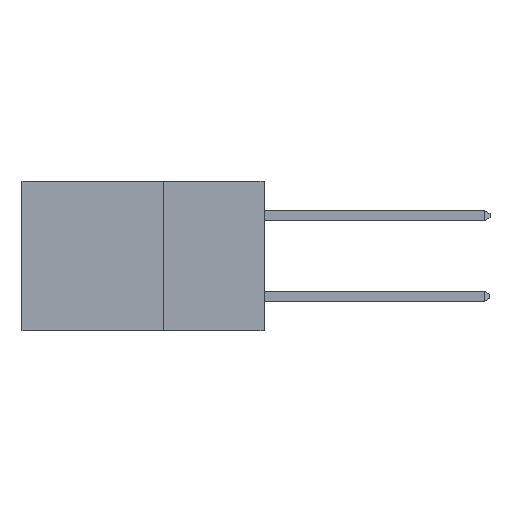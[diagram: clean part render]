
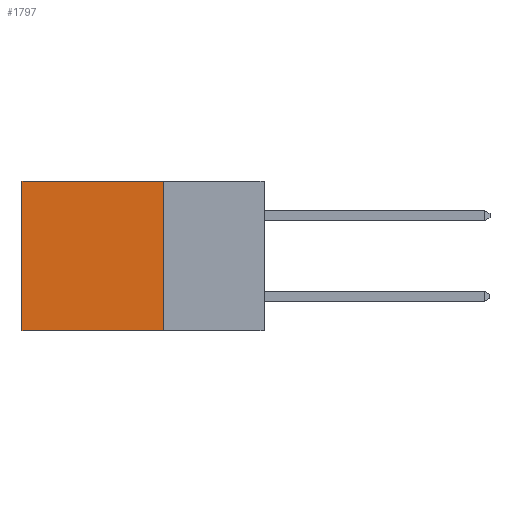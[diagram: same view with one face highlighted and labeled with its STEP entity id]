
A CAD part, left-side view. The second image highlights one B-rep face of the part: STEP entity #1797.
In plain terms, the highlighted planar face has unit normal (-1, 0, 0).
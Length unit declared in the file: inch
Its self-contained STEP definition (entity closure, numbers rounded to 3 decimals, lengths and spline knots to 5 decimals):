
#219 = AXIS2_PLACEMENT_3D ( 'NONE', #8897, #8547, #1422 ) ;
#533 = VECTOR ( 'NONE', #13796, 39.37008 ) ;
#644 = EDGE_LOOP ( 'NONE', ( #8505, #11868, #7930, #10357 ) ) ;
#941 = LINE ( 'NONE', #2561, #3777 ) ;
#1422 = DIRECTION ( 'NONE',  ( 0., 0., -1. ) ) ;
#1512 = EDGE_CURVE ( 'NONE', #3810, #3530, #9535, .T. ) ;
#1797 = ADVANCED_FACE ( 'NONE', ( #11890 ), #8934, .F. ) ;
#2561 = CARTESIAN_POINT ( 'NONE',  ( 0.298, 0.6, 0. ) ) ;
#2601 = DIRECTION ( 'NONE',  ( 0., 0., -1. ) ) ;
#3448 = CARTESIAN_POINT ( 'NONE',  ( 0.298, 0.6, -0.37 ) ) ;
#3530 = VERTEX_POINT ( 'NONE', #11782 ) ;
#3777 = VECTOR ( 'NONE', #6859, 39.37008 ) ;
#3810 = VERTEX_POINT ( 'NONE', #13475 ) ;
#4057 = LINE ( 'NONE', #12780, #533 ) ;
#4699 = CARTESIAN_POINT ( 'NONE',  ( 0.298, 0.25, 0. ) ) ;
#4976 = EDGE_CURVE ( 'NONE', #3810, #12698, #12801, .T. ) ;
#5276 = CARTESIAN_POINT ( 'NONE',  ( 0.298, 0.25, 0. ) ) ;
#5638 = VERTEX_POINT ( 'NONE', #3448 ) ;
#5868 = DIRECTION ( 'NONE',  ( 0., 1., 0. ) ) ;
#6171 = CARTESIAN_POINT ( 'NONE',  ( 0.298, 0.6, 0. ) ) ;
#6662 = VECTOR ( 'NONE', #2601, 39.37008 ) ;
#6859 = DIRECTION ( 'NONE',  ( 0., 0., -1. ) ) ;
#7930 = ORIENTED_EDGE ( 'NONE', *, *, #1512, .F. ) ;
#8505 = ORIENTED_EDGE ( 'NONE', *, *, #9316, .T. ) ;
#8547 = DIRECTION ( 'NONE',  ( 1., 0., 0. ) ) ;
#8897 = CARTESIAN_POINT ( 'NONE',  ( 0.298, 0.25, 0. ) ) ;
#8934 = PLANE ( 'NONE',  #219 ) ;
#9316 = EDGE_CURVE ( 'NONE', #12698, #5638, #941, .T. ) ;
#9535 = LINE ( 'NONE', #4699, #6662 ) ;
#9963 = VECTOR ( 'NONE', #5868, 39.37008 ) ;
#10357 = ORIENTED_EDGE ( 'NONE', *, *, #4976, .T. ) ;
#11078 = EDGE_CURVE ( 'NONE', #3530, #5638, #4057, .T. ) ;
#11782 = CARTESIAN_POINT ( 'NONE',  ( 0.298, 0.25, -0.37 ) ) ;
#11868 = ORIENTED_EDGE ( 'NONE', *, *, #11078, .F. ) ;
#11890 = FACE_OUTER_BOUND ( 'NONE', #644, .T. ) ;
#12698 = VERTEX_POINT ( 'NONE', #6171 ) ;
#12780 = CARTESIAN_POINT ( 'NONE',  ( 0.298, 0.25, -0.37 ) ) ;
#12801 = LINE ( 'NONE', #5276, #9963 ) ;
#13475 = CARTESIAN_POINT ( 'NONE',  ( 0.298, 0.25, 0. ) ) ;
#13796 = DIRECTION ( 'NONE',  ( 0., 1., 0. ) ) ;
